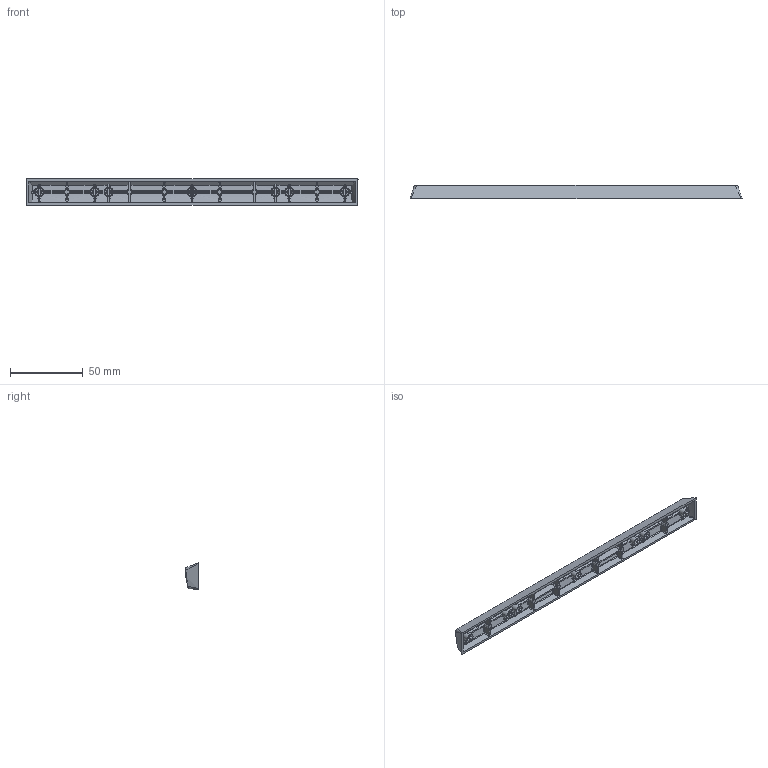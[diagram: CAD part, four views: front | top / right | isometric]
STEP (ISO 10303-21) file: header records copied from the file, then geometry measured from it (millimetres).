
FILE_DESCRIPTION (( 'STEP AP214' ), '1' );
FILE_NAME ('r4c_1200.STEP', '2023-01-18T20:00:09', ( '' ), ( '' ), 'SwSTEP 2.0', 'SolidWorks 2019', '' );
FILE_SCHEMA (( 'AUTOMOTIVE_DESIGN' ));
Length unit declared in the file: millimetre
Products named in the file (1): r4c_1200
Bounding box: 227.65 x 9.2 x 18.1 mm (x, y, z)
Volume: 13746.9 mm3; surface area: 16914.2 mm2
Topology: 1 solids, 1 shells, 864 faces, 2090 edges, 1180 vertices
Faces by surface type: plane 294, cylinder 276, sphere 164, bspline 78, torus 52
Entity records: 26015 total; most frequent: CARTESIAN_POINT 6904, DIRECTION 4150, ORIENTED_EDGE 3956, EDGE_CURVE 1978, AXIS2_PLACEMENT_3D 1609, VERTEX_POINT 1124, VECTOR 932, LINE 932
